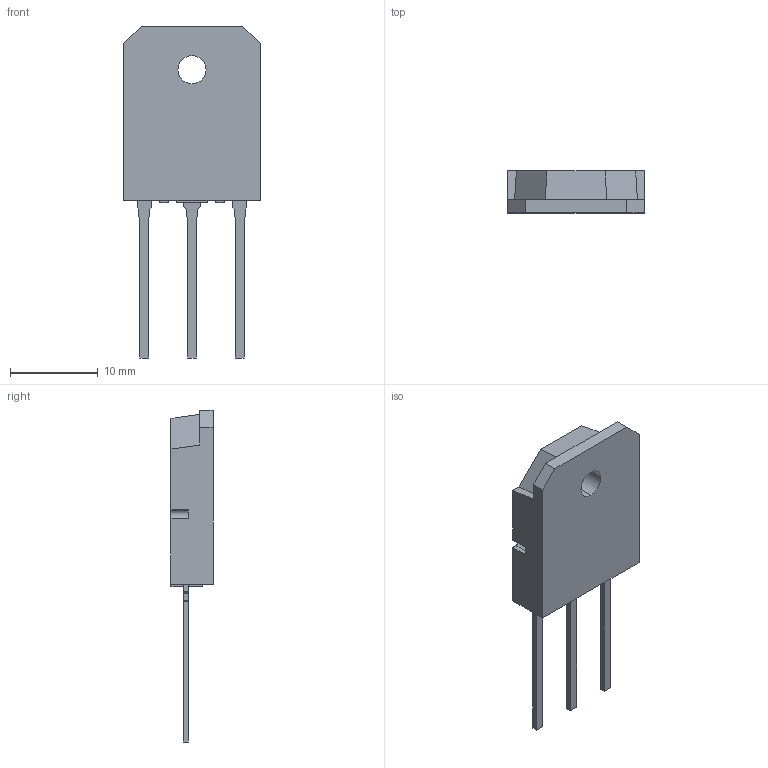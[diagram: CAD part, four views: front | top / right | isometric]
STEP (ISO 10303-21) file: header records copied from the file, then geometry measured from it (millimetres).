
FILE_DESCRIPTION (( 'STEP AP214' ), '1' );
FILE_NAME ('B04680B3-CA14-4CCF-8D89-913F86CEC9B4.STEP', '2023-03-24T08:33:04', ( '' ), ( '' ), 'SwSTEP 2.0', 'SolidWorks 2022', '' );
FILE_SCHEMA (( 'AUTOMOTIVE_DESIGN' ));
Length unit declared in the file: millimetre
Products named in the file (1): B04680B3-CA14-4CCF-8D89-913F86CEC9B4
Bounding box: 15.6 x 4.8 x 37.9 mm (x, y, z)
Volume: 1393.3 mm3; surface area: 1202.1 mm2
Topology: 4 solids, 4 shells, 78 faces, 210 edges, 140 vertices
Faces by surface type: plane 74, cylinder 4
Entity records: 2500 total; most frequent: CARTESIAN_POINT 429, ORIENTED_EDGE 420, DIRECTION 376, EDGE_CURVE 210, LINE 202, VECTOR 202, VERTEX_POINT 140, AXIS2_PLACEMENT_3D 87
